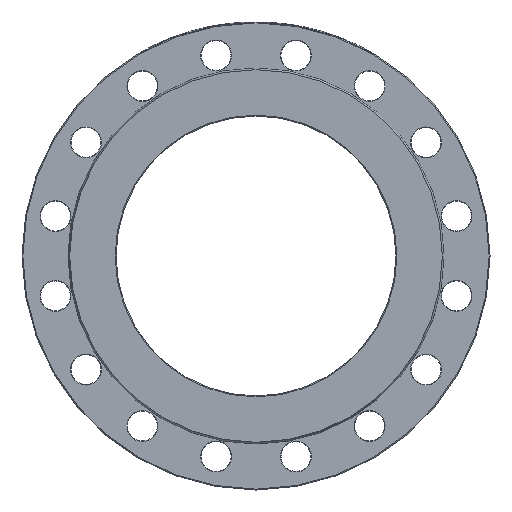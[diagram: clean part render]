
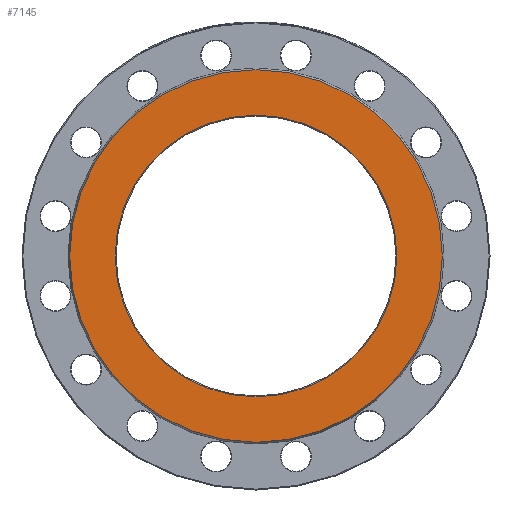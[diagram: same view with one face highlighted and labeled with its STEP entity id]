
A CAD part, left-side view. The second image highlights one B-rep face of the part: STEP entity #7145.
In plain terms, the highlighted planar face has unit normal (-1, 0, 0).
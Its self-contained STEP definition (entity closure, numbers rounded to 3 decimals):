
#98 = FACE_OUTER_BOUND ( 'NONE', #1404, .T. ) ;
#152 = FACE_BOUND ( 'NONE', #8056, .T. ) ;
#479 = CARTESIAN_POINT ( 'NONE',  ( 0., 0., 205. ) ) ;
#1047 = EDGE_CURVE ( 'NONE', #3574, #3574, #3475, .T. ) ;
#1404 = EDGE_LOOP ( 'NONE', ( #7853 ) ) ;
#2019 = CARTESIAN_POINT ( 'NONE',  ( 0., 0., 0. ) ) ;
#2302 = DIRECTION ( 'NONE',  ( 0., 0., -1. ) ) ;
#2682 = AXIS2_PLACEMENT_3D ( 'NONE', #2019, #9333, #4773 ) ;
#3475 = CIRCLE ( 'NONE', #7291, 154.95 ) ;
#3574 = VERTEX_POINT ( 'NONE', #6251 ) ;
#4262 = AXIS2_PLACEMENT_3D ( 'NONE', #8362, #4599, #11203 ) ;
#4599 = DIRECTION ( 'NONE',  ( 1., 0., 0. ) ) ;
#4711 = PLANE ( 'NONE',  #4262 ) ;
#4773 = DIRECTION ( 'NONE',  ( 0., 0., 1. ) ) ;
#6251 = CARTESIAN_POINT ( 'NONE',  ( 0., 0., -154.95 ) ) ;
#7081 = CIRCLE ( 'NONE', #2682, 205. ) ;
#7145 = ADVANCED_FACE ( 'NONE', ( #152, #98 ), #4711, .F. ) ;
#7291 = AXIS2_PLACEMENT_3D ( 'NONE', #7765, #7706, #2302 ) ;
#7706 = DIRECTION ( 'NONE',  ( 1., 0., 0. ) ) ;
#7745 = VERTEX_POINT ( 'NONE', #479 ) ;
#7765 = CARTESIAN_POINT ( 'NONE',  ( 0., 0., 0. ) ) ;
#7853 = ORIENTED_EDGE ( 'NONE', *, *, #10004, .T. ) ;
#8056 = EDGE_LOOP ( 'NONE', ( #8506 ) ) ;
#8362 = CARTESIAN_POINT ( 'NONE',  ( 0., 153.95, 0. ) ) ;
#8506 = ORIENTED_EDGE ( 'NONE', *, *, #1047, .T. ) ;
#9333 = DIRECTION ( 'NONE',  ( -1., 0., 0. ) ) ;
#10004 = EDGE_CURVE ( 'NONE', #7745, #7745, #7081, .T. ) ;
#11203 = DIRECTION ( 'NONE',  ( 0., 0., -1. ) ) ;
